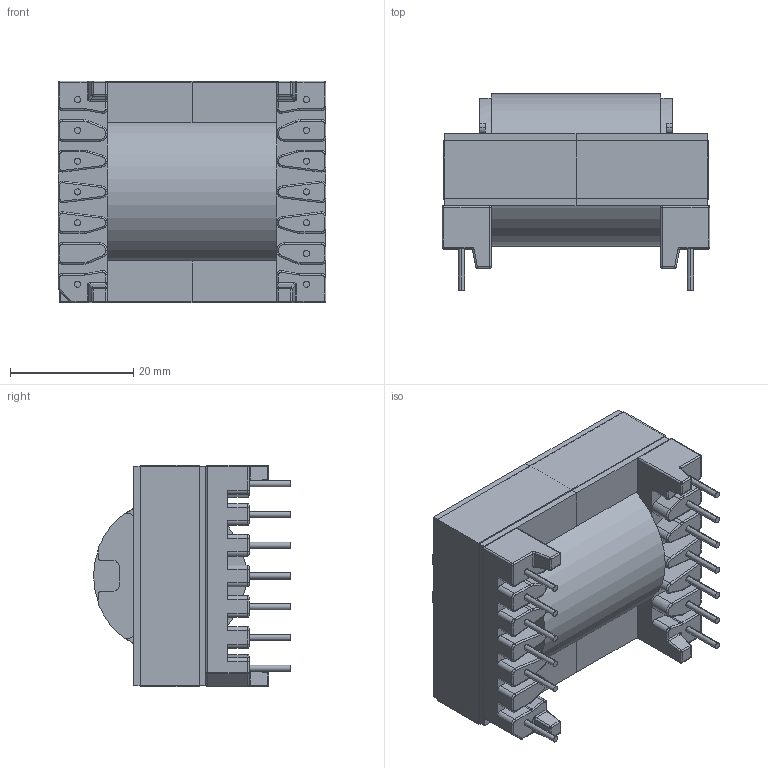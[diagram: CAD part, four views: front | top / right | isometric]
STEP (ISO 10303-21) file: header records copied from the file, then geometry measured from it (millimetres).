
FILE_DESCRIPTION (( 'STEP AP214' ), '1' );
FILE_NAME ('ERL35_5783_MP2.STEP', '2021-07-01T21:48:24', ( '' ), ( '' ), 'SwSTEP 2.0', 'SolidWorks 2017', '' );
FILE_SCHEMA (( 'AUTOMOTIVE_DESIGN' ));
Length unit declared in the file: millimetre
Products named in the file (5): 150-2171_6A; ERL35_5783_MP2; 440-9993-2171; 070-5783_6A; 070-5783_coil
Assembly tree (5 placements, depth 2):
  ERL35_5783_MP2
    070-5783_6A
    070-5783_coil
    150-2171_6A  x2
    440-9993-2171
Bounding box: 43.5 x 31.97 x 36.02 mm (x, y, z)
Volume: 27208.4 mm3; surface area: 19759.9 mm2
Topology: 5 solids, 5 shells, 514 faces, 1257 edges, 737 vertices
Faces by surface type: cylinder 257, plane 146, torus 72, sphere 29, bspline 10
Entity records: 15218 total; most frequent: DIRECTION 2750, CARTESIAN_POINT 2667, ORIENTED_EDGE 2392, EDGE_CURVE 1196, AXIS2_PLACEMENT_3D 1084, VERTEX_POINT 717, CIRCLE 585, LINE 582
